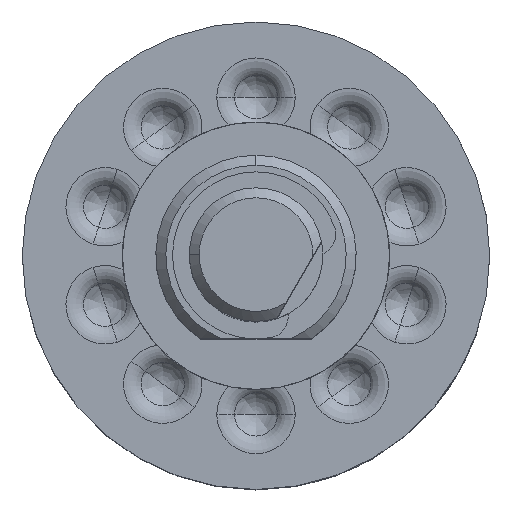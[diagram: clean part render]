
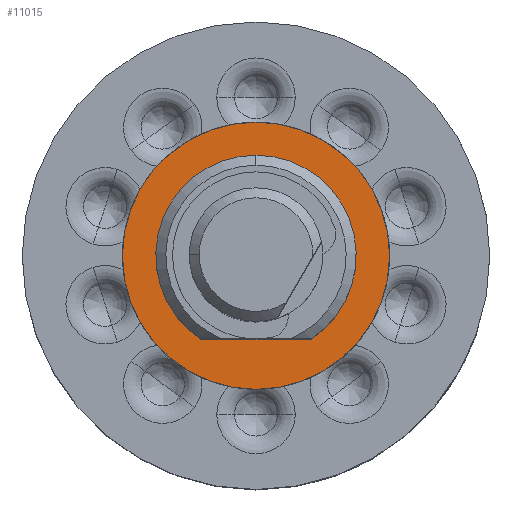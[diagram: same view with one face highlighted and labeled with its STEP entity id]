
A CAD part, top view. The second image highlights one B-rep face of the part: STEP entity #11015.
In plain terms, the highlighted planar face has unit normal (0, 0, 1).
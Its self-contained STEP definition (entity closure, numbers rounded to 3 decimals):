
#428 = DIRECTION ( 'NONE',  ( 0., 0., 1. ) ) ;
#758 = CIRCLE ( 'NONE', #13532, 3. ) ;
#988 = DIRECTION ( 'NONE',  ( 0., -1., 0. ) ) ;
#1120 = CIRCLE ( 'NONE', #6066, 4. ) ;
#1219 = VERTEX_POINT ( 'NONE', #6187 ) ;
#1709 = DIRECTION ( 'NONE',  ( 0., -1., 0. ) ) ;
#2590 = FACE_OUTER_BOUND ( 'NONE', #11258, .T. ) ;
#2798 = CARTESIAN_POINT ( 'NONE',  ( 0., 4., 0. ) ) ;
#2894 = DIRECTION ( 'NONE',  ( 0., -1., 0. ) ) ;
#2929 = PLANE ( 'NONE',  #4539 ) ;
#2965 = DIRECTION ( 'NONE',  ( 0., 0., 1. ) ) ;
#3922 = ORIENTED_EDGE ( 'NONE', *, *, #9753, .T. ) ;
#3948 = DIRECTION ( 'NONE',  ( 0., -1., 0. ) ) ;
#4249 = CARTESIAN_POINT ( 'NONE',  ( 0., 0., 0. ) ) ;
#4539 = AXIS2_PLACEMENT_3D ( 'NONE', #11663, #428, #1709 ) ;
#5376 = CARTESIAN_POINT ( 'NONE',  ( 0., 0., 0. ) ) ;
#5461 = VERTEX_POINT ( 'NONE', #5775 ) ;
#5677 = AXIS2_PLACEMENT_3D ( 'NONE', #5376, #2965, #3948 ) ;
#5775 = CARTESIAN_POINT ( 'NONE',  ( -1.658, -2.5, 0. ) ) ;
#6066 = AXIS2_PLACEMENT_3D ( 'NONE', #4249, #9170, #2894 ) ;
#6171 = CARTESIAN_POINT ( 'NONE',  ( 0., 3., 0. ) ) ;
#6187 = CARTESIAN_POINT ( 'NONE',  ( 1.658, -2.5, 0. ) ) ;
#6789 = CIRCLE ( 'NONE', #16160, 3. ) ;
#6810 = ORIENTED_EDGE ( 'NONE', *, *, #10312, .F. ) ;
#7221 = LINE ( 'NONE', #13596, #10147 ) ;
#7224 = VERTEX_POINT ( 'NONE', #6171 ) ;
#7361 = VERTEX_POINT ( 'NONE', #14589 ) ;
#9170 = DIRECTION ( 'NONE',  ( 0., 0., 1. ) ) ;
#9753 = EDGE_CURVE ( 'NONE', #7361, #10515, #14471, .T. ) ;
#10147 = VECTOR ( 'NONE', #15983, 1000. ) ;
#10304 = ORIENTED_EDGE ( 'NONE', *, *, #12048, .T. ) ;
#10312 = EDGE_CURVE ( 'NONE', #1219, #7224, #6789, .T. ) ;
#10515 = VERTEX_POINT ( 'NONE', #2798 ) ;
#10887 = DIRECTION ( 'NONE',  ( 0., -1., 0. ) ) ;
#11015 = ADVANCED_FACE ( 'NONE', ( #12778, #2590 ), #2929, .T. ) ;
#11210 = EDGE_CURVE ( 'NONE', #7224, #5461, #758, .T. ) ;
#11258 = EDGE_LOOP ( 'NONE', ( #10304, #3922 ) ) ;
#11663 = CARTESIAN_POINT ( 'NONE',  ( 0., 0., 0. ) ) ;
#11787 = EDGE_CURVE ( 'NONE', #1219, #5461, #7221, .T. ) ;
#12048 = EDGE_CURVE ( 'NONE', #10515, #7361, #1120, .T. ) ;
#12692 = ORIENTED_EDGE ( 'NONE', *, *, #11210, .F. ) ;
#12778 = FACE_BOUND ( 'NONE', #12878, .T. ) ;
#12878 = EDGE_LOOP ( 'NONE', ( #6810, #13340, #12692 ) ) ;
#13340 = ORIENTED_EDGE ( 'NONE', *, *, #11787, .T. ) ;
#13420 = DIRECTION ( 'NONE',  ( 0., 0., 1. ) ) ;
#13532 = AXIS2_PLACEMENT_3D ( 'NONE', #14342, #15894, #10887 ) ;
#13596 = CARTESIAN_POINT ( 'NONE',  ( 0., -2.5, 0. ) ) ;
#14342 = CARTESIAN_POINT ( 'NONE',  ( 0., 0., 0. ) ) ;
#14471 = CIRCLE ( 'NONE', #5677, 4. ) ;
#14589 = CARTESIAN_POINT ( 'NONE',  ( 0., -4., 0. ) ) ;
#14637 = CARTESIAN_POINT ( 'NONE',  ( 0., 0., 0. ) ) ;
#15894 = DIRECTION ( 'NONE',  ( 0., 0., 1. ) ) ;
#15983 = DIRECTION ( 'NONE',  ( -1., 0., 0. ) ) ;
#16160 = AXIS2_PLACEMENT_3D ( 'NONE', #14637, #13420, #988 ) ;
